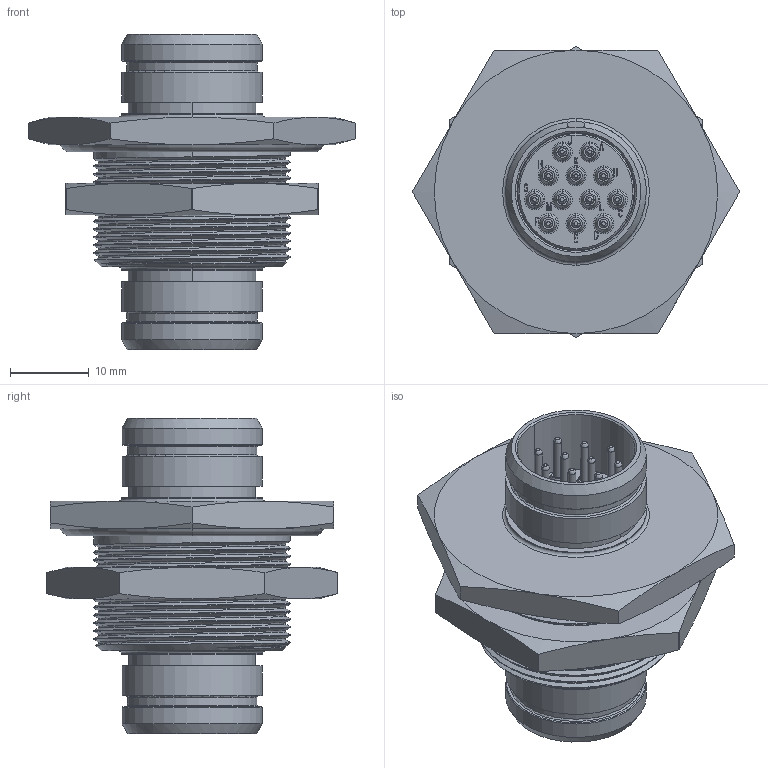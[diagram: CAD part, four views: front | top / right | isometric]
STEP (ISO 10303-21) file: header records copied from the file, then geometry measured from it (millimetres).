
FILE_DESCRIPTION((''),'2;1');
FILE_NAME('1332EE212MF','2018-11-23T09:42:46',('cgregory'),('NET AG system integration'),'CREO PARAMETRIC BY PTC INC, 2017260','CREO PARAMETRIC BY PTC INC, 2017260','');
FILE_SCHEMA(('AUTOMOTIVE_DESIGN { 1 0 10303 214 1 1 1 1 }'));
Products named in the file (1): 1332EE212MF
Bounding box: 41.57 x 36.9 x 40 mm (x, y, z)
Volume: 13314.2 mm3; surface area: 18801.2 mm2
Topology: 14 solids, 14 shells, 2030 faces, 4977 edges, 3103 vertices
Faces by surface type: plane 944, cylinder 421, torus 414, cone 199, bspline 42, sphere 10
Entity records: 83233 total; most frequent: CARTESIAN_POINT 20035, DIRECTION 10621, ORIENTED_EDGE 9906, EDGE_CURVE 4953, AXIS2_PLACEMENT_3D 3990, VERTEX_POINT 3103, VECTOR 2638, LINE 2638
